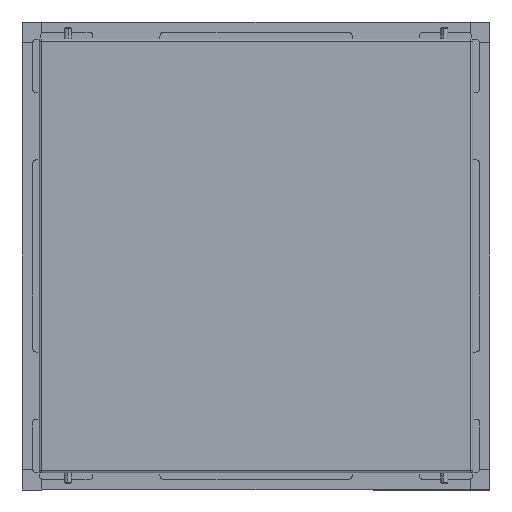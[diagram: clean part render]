
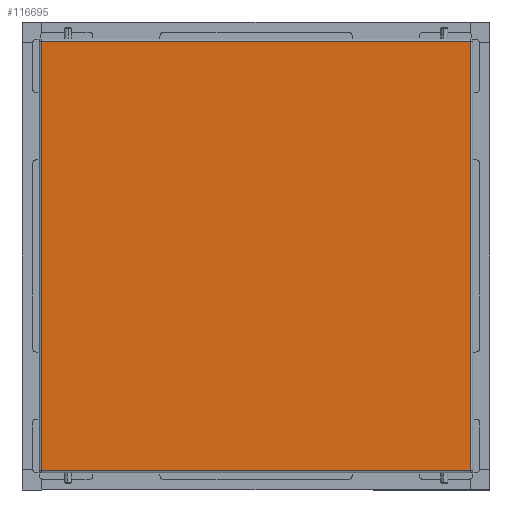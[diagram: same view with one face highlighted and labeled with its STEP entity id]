
A CAD part, front view. The second image highlights one B-rep face of the part: STEP entity #116695.
In plain terms, the highlighted face is planar.
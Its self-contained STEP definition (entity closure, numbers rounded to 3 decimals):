
#6255 = CARTESIAN_POINT ( 'NONE',  ( 412.81, -300.821, -12.845 ) ) ;
#6945 = DIRECTION ( 'NONE',  ( 1., 0., 0. ) ) ;
#10775 = VECTOR ( 'NONE', #195647, 1000. ) ;
#17214 = CARTESIAN_POINT ( 'NONE',  ( 412.81, 246.779, -12.845 ) ) ;
#20573 = EDGE_CURVE ( 'Defeature completata1_49+Defeature completata1_90+Defeature completata1_91+Defeature completata1_95', #139273, #222957, #55756, .T. ) ;
#20801 = ORIENTED_EDGE ( 'NONE', *, *, #133305, .T. ) ;
#22230 = CARTESIAN_POINT ( 'NONE',  ( -132.39, -298.421, -12.845 ) ) ;
#22539 = ORIENTED_EDGE ( 'NONE', *, *, #170726, .T. ) ;
#25391 = CARTESIAN_POINT ( 'NONE',  ( -134.79, 246.779, -12.845 ) ) ;
#27678 = AXIS2_PLACEMENT_3D ( 'NONE', #139335, #72702, #108236 ) ;
#36437 = LINE ( 'NONE', #37600, #10775 ) ;
#37600 = CARTESIAN_POINT ( 'NONE',  ( -132.39, -300.821, -12.845 ) ) ;
#51908 = ORIENTED_EDGE ( 'NONE', *, *, #20573, .T. ) ;
#55756 = LINE ( 'NONE', #6255, #135787 ) ;
#69311 = VECTOR ( 'NONE', #177202, 1000. ) ;
#72702 = DIRECTION ( 'NONE',  ( 0., 0., 1. ) ) ;
#74104 = VERTEX_POINT ( 'NONE', #22230 ) ;
#89607 = LINE ( 'NONE', #25391, #111121 ) ;
#108236 = DIRECTION ( 'NONE',  ( 0., -1., 0. ) ) ;
#111121 = VECTOR ( 'NONE', #6945, 1000. ) ;
#116695 = ADVANCED_FACE ( 'Defeature completata1_49', ( #134801 ), #187425, .F. ) ;
#118876 = CARTESIAN_POINT ( 'NONE',  ( -134.79, -298.421, -12.845 ) ) ;
#125677 = DIRECTION ( 'NONE',  ( 0., -1., 0. ) ) ;
#133305 = EDGE_CURVE ( 'Defeature completata1_49+Defeature completata1_96+Defeature completata1_95+Defeature completata1_91', #74104, #163393, #36437, .T. ) ;
#134801 = FACE_OUTER_BOUND ( 'NONE', #151585, .T. ) ;
#135787 = VECTOR ( 'NONE', #125677, 1000. ) ;
#139273 = VERTEX_POINT ( 'NONE', #17214 ) ;
#139335 = CARTESIAN_POINT ( 'NONE',  ( -134.79, -300.821, -12.845 ) ) ;
#140047 = ORIENTED_EDGE ( 'NONE', *, *, #218292, .T. ) ;
#149900 = CARTESIAN_POINT ( 'NONE',  ( 412.81, -298.421, -12.845 ) ) ;
#151585 = EDGE_LOOP ( 'NONE', ( #51908, #140047, #20801, #22539 ) ) ;
#163393 = VERTEX_POINT ( 'NONE', #168483 ) ;
#168483 = CARTESIAN_POINT ( 'NONE',  ( -132.39, 246.779, -12.845 ) ) ;
#170726 = EDGE_CURVE ( 'Defeature completata1_49+Defeature completata1_91+Defeature completata1_96+Defeature completata1_90', #163393, #139273, #89607, .T. ) ;
#177202 = DIRECTION ( 'NONE',  ( -1., 0., 0. ) ) ;
#187425 = PLANE ( 'NONE',  #27678 ) ;
#195647 = DIRECTION ( 'NONE',  ( 0., 1., 0. ) ) ;
#218292 = EDGE_CURVE ( 'Defeature completata1_49+Defeature completata1_95+Defeature completata1_90+Defeature completata1_96', #222957, #74104, #226571, .T. ) ;
#222957 = VERTEX_POINT ( 'NONE', #149900 ) ;
#226571 = LINE ( 'NONE', #118876, #69311 ) ;
